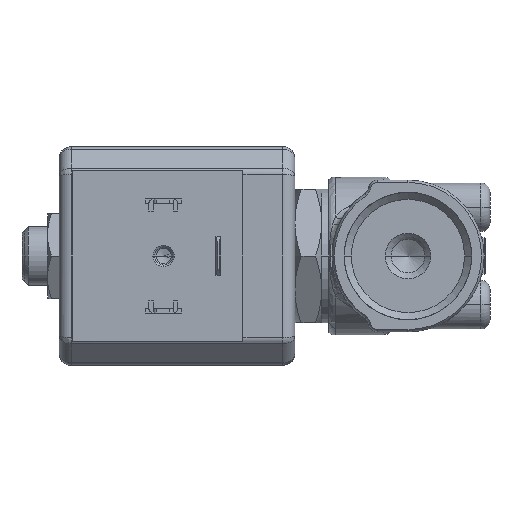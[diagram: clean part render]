
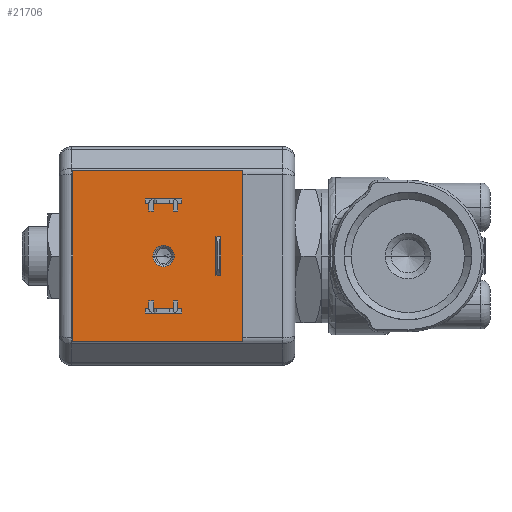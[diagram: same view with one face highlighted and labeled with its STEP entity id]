
A CAD part, left-side view. The second image highlights one B-rep face of the part: STEP entity #21706.
In plain terms, the highlighted planar face has unit normal (-1, 0, 0).
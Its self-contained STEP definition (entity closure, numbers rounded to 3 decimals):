
#17585=DIRECTION('',(0.,-1.,0.));
#17586=VECTOR('',#17585,28.);
#17587=CARTESIAN_POINT('',(-24.5,31.95,-14.));
#17588=LINE('',#17587,#17586);
#17592=DIRECTION('',(0.,0.,-1.));
#17593=VECTOR('',#17592,28.);
#17594=CARTESIAN_POINT('',(-24.5,31.95,14.));
#17595=LINE('',#17594,#17593);
#17599=DIRECTION('',(0.,1.,0.));
#17600=VECTOR('',#17599,28.);
#17601=CARTESIAN_POINT('',(-24.5,3.95,14.));
#17602=LINE('',#17601,#17600);
#17606=DIRECTION('',(0.,0.,1.));
#17607=VECTOR('',#17606,28.);
#17608=CARTESIAN_POINT('',(-24.5,3.95,-14.));
#17609=LINE('',#17608,#17607);
#17613=CARTESIAN_POINT('',(-24.5,17.,0.));
#17614=DIRECTION('',(-1.,0.,0.));
#17615=DIRECTION('',(0.,-1.,0.));
#17616=AXIS2_PLACEMENT_3D('',#17613,#17614,#17615);
#17621=CARTESIAN_POINT('',(-24.5,17.,0.));
#17622=DIRECTION('',(-1.,0.,0.));
#17623=DIRECTION('',(0.,1.,0.));
#17624=AXIS2_PLACEMENT_3D('',#17621,#17622,#17623);
#17629=DIRECTION('',(0.,1.,0.));
#17630=VECTOR('',#17629,0.8);
#17631=CARTESIAN_POINT('',(-24.5,7.6,-3.15));
#17632=LINE('',#17631,#17630);
#17803=DIRECTION('',(0.,0.,1.));
#17804=VECTOR('',#17803,6.3);
#17805=CARTESIAN_POINT('',(-24.5,8.4,-3.15));
#17806=LINE('',#17805,#17804);
#17840=DIRECTION('',(0.,0.,1.));
#17841=VECTOR('',#17840,6.3);
#17842=CARTESIAN_POINT('',(-24.5,7.6,-3.15));
#17843=LINE('',#17842,#17841);
#17896=DIRECTION('',(0.,1.,0.));
#17897=VECTOR('',#17896,0.8);
#17898=CARTESIAN_POINT('',(-24.5,7.6,3.15));
#17899=LINE('',#17898,#17897);
#18259=DIRECTION('',(0.,1.,0.));
#18260=VECTOR('',#18259,6.);
#18261=CARTESIAN_POINT('',(-24.5,14.05,-9.4));
#18262=LINE('',#18261,#18260);
#18389=DIRECTION('',(0.,1.,0.));
#18390=VECTOR('',#18389,6.);
#18391=CARTESIAN_POINT('',(-24.5,14.05,-8.6));
#18392=LINE('',#18391,#18390);
#18489=DIRECTION('',(0.,0.,-1.));
#18490=VECTOR('',#18489,0.8);
#18491=CARTESIAN_POINT('',(-24.5,14.05,-8.6));
#18492=LINE('',#18491,#18490);
#18738=DIRECTION('',(0.,0.,-1.));
#18739=VECTOR('',#18738,0.8);
#18740=CARTESIAN_POINT('',(-24.5,20.05,-8.6));
#18741=LINE('',#18740,#18739);
#18761=DIRECTION('',(0.,1.,0.));
#18762=VECTOR('',#18761,6.);
#18763=CARTESIAN_POINT('',(-24.5,14.05,9.4));
#18764=LINE('',#18763,#18762);
#18891=DIRECTION('',(0.,1.,0.));
#18892=VECTOR('',#18891,6.);
#18893=CARTESIAN_POINT('',(-24.5,14.05,8.6));
#18894=LINE('',#18893,#18892);
#18991=DIRECTION('',(0.,0.,1.));
#18992=VECTOR('',#18991,0.8);
#18993=CARTESIAN_POINT('',(-24.5,20.05,8.6));
#18994=LINE('',#18993,#18992);
#19191=DIRECTION('',(0.,0.,1.));
#19192=VECTOR('',#19191,0.8);
#19193=CARTESIAN_POINT('',(-24.5,14.05,8.6));
#19194=LINE('',#19193,#19192);
#19957=CARTESIAN_POINT('',(-24.5,15.25,0.));
#19958=VERTEX_POINT('',#19957);
#19959=CARTESIAN_POINT('',(-24.5,18.75,0.));
#19960=VERTEX_POINT('',#19959);
#20033=CARTESIAN_POINT('',(-24.5,31.95,-14.));
#20034=CARTESIAN_POINT('',(-24.5,3.95,-14.));
#20035=VERTEX_POINT('',#20033);
#20036=VERTEX_POINT('',#20034);
#20037=CARTESIAN_POINT('',(-24.5,3.95,14.));
#20038=VERTEX_POINT('',#20037);
#20039=CARTESIAN_POINT('',(-24.5,31.95,14.));
#20040=VERTEX_POINT('',#20039);
#20269=CARTESIAN_POINT('',(-24.5,14.05,9.4));
#20270=CARTESIAN_POINT('',(-24.5,20.05,9.4));
#20271=VERTEX_POINT('',#20269);
#20272=VERTEX_POINT('',#20270);
#20273=CARTESIAN_POINT('',(-24.5,14.05,8.6));
#20274=CARTESIAN_POINT('',(-24.5,20.05,8.6));
#20275=VERTEX_POINT('',#20273);
#20276=VERTEX_POINT('',#20274);
#20277=CARTESIAN_POINT('',(-24.5,14.05,-9.4));
#20278=CARTESIAN_POINT('',(-24.5,20.05,-9.4));
#20279=VERTEX_POINT('',#20277);
#20280=VERTEX_POINT('',#20278);
#20281=CARTESIAN_POINT('',(-24.5,14.05,-8.6));
#20282=CARTESIAN_POINT('',(-24.5,20.05,-8.6));
#20283=VERTEX_POINT('',#20281);
#20284=VERTEX_POINT('',#20282);
#20285=CARTESIAN_POINT('',(-24.5,7.6,-3.15));
#20286=CARTESIAN_POINT('',(-24.5,8.4,-3.15));
#20287=VERTEX_POINT('',#20285);
#20288=VERTEX_POINT('',#20286);
#20289=CARTESIAN_POINT('',(-24.5,7.6,3.15));
#20290=CARTESIAN_POINT('',(-24.5,8.4,3.15));
#20291=VERTEX_POINT('',#20289);
#20292=VERTEX_POINT('',#20290);
#21659=CARTESIAN_POINT('',(-24.5,17.,0.));
#21660=DIRECTION('',(1.,0.,0.));
#21661=DIRECTION('',(0.,-1.,0.));
#21662=AXIS2_PLACEMENT_3D('',#21659,#21660,#21661);
#21663=PLANE('',#21662);
#21664=ORIENTED_EDGE('',*,*,#21602,.F.);
#21665=ORIENTED_EDGE('',*,*,#21619,.F.);
#21666=ORIENTED_EDGE('',*,*,#21652,.F.);
#21667=ORIENTED_EDGE('',*,*,#21586,.F.);
#21668=EDGE_LOOP('',(#21664,#21665,#21666,#21667));
#21669=FACE_OUTER_BOUND('',#21668,.F.);
#21671=ORIENTED_EDGE('',*,*,#21670,.F.);
#21673=ORIENTED_EDGE('',*,*,#21672,.T.);
#21675=ORIENTED_EDGE('',*,*,#21674,.T.);
#21677=ORIENTED_EDGE('',*,*,#21676,.F.);
#21678=EDGE_LOOP('',(#21671,#21673,#21675,#21677));
#21679=FACE_BOUND('',#21678,.F.);
#21681=ORIENTED_EDGE('',*,*,#21680,.F.);
#21683=ORIENTED_EDGE('',*,*,#21682,.F.);
#21685=ORIENTED_EDGE('',*,*,#21684,.T.);
#21687=ORIENTED_EDGE('',*,*,#21686,.T.);
#21688=EDGE_LOOP('',(#21681,#21683,#21685,#21687));
#21689=FACE_BOUND('',#21688,.F.);
#21691=ORIENTED_EDGE('',*,*,#21690,.T.);
#21693=ORIENTED_EDGE('',*,*,#21692,.F.);
#21695=ORIENTED_EDGE('',*,*,#21694,.F.);
#21697=ORIENTED_EDGE('',*,*,#21696,.T.);
#21698=EDGE_LOOP('',(#21691,#21693,#21695,#21697));
#21699=FACE_BOUND('',#21698,.F.);
#21701=ORIENTED_EDGE('',*,*,#21700,.T.);
#21703=ORIENTED_EDGE('',*,*,#21702,.T.);
#21704=EDGE_LOOP('',(#21701,#21703));
#21705=FACE_BOUND('',#21704,.F.);
#21706=ADVANCED_FACE('',(#21669,#21679,#21689,#21699,#21705),#21663,.F.);
#17617=CIRCLE('',#17616,1.75);
#17625=CIRCLE('',#17624,1.75);
#21586=EDGE_CURVE('',#20036,#20038,#17609,.T.);
#21602=EDGE_CURVE('',#20035,#20036,#17588,.T.);
#21619=EDGE_CURVE('',#20040,#20035,#17595,.T.);
#21652=EDGE_CURVE('',#20038,#20040,#17602,.T.);
#21670=EDGE_CURVE('',#20287,#20288,#17632,.T.);
#21672=EDGE_CURVE('',#20287,#20291,#17843,.T.);
#21674=EDGE_CURVE('',#20291,#20292,#17899,.T.);
#21676=EDGE_CURVE('',#20288,#20292,#17806,.T.);
#21680=EDGE_CURVE('',#20279,#20280,#18262,.T.);
#21682=EDGE_CURVE('',#20283,#20279,#18492,.T.);
#21684=EDGE_CURVE('',#20283,#20284,#18392,.T.);
#21686=EDGE_CURVE('',#20284,#20280,#18741,.T.);
#21690=EDGE_CURVE('',#20271,#20272,#18764,.T.);
#21692=EDGE_CURVE('',#20276,#20272,#18994,.T.);
#21694=EDGE_CURVE('',#20275,#20276,#18894,.T.);
#21696=EDGE_CURVE('',#20275,#20271,#19194,.T.);
#21700=EDGE_CURVE('',#19958,#19960,#17617,.T.);
#21702=EDGE_CURVE('',#19960,#19958,#17625,.T.);
